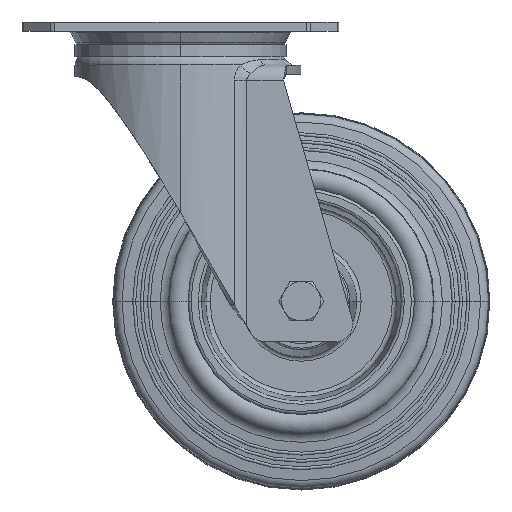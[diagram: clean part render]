
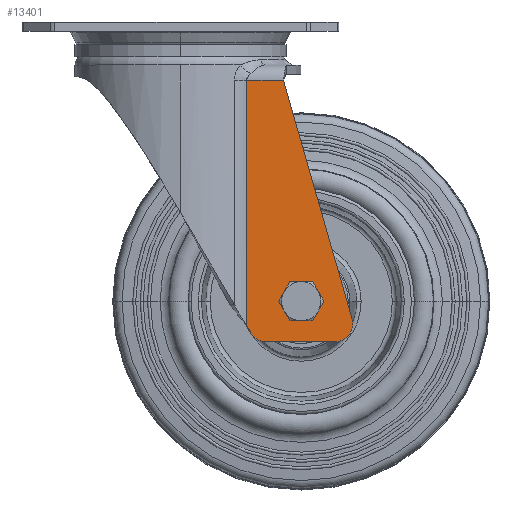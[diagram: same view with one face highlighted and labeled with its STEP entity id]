
A CAD part, top view. The second image highlights one B-rep face of the part: STEP entity #13401.
In plain terms, the highlighted planar face has unit normal (0, 0, 1).
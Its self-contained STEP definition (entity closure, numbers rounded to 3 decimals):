
#228 = VERTEX_POINT ( 'NONE', #1361 ) ;
#654 = VERTEX_POINT ( 'NONE', #5526 ) ;
#1012 = CARTESIAN_POINT ( 'NONE',  ( 51.205, -105.999, 29. ) ) ;
#1174 = LINE ( 'NONE', #12060, #2347 ) ;
#1361 = CARTESIAN_POINT ( 'NONE',  ( 44.1, -92.5, 29. ) ) ;
#1510 = AXIS2_PLACEMENT_3D ( 'NONE', #8159, #2166, #17212 ) ;
#1806 = VECTOR ( 'NONE', #14186, 1000. ) ;
#2160 = DIRECTION ( 'NONE',  ( -1., 0., 0. ) ) ;
#2166 = DIRECTION ( 'NONE',  ( 0., 0., -1. ) ) ;
#2316 = EDGE_CURVE ( 'NONE', #13366, #13900, #7980, .T. ) ;
#2330 = EDGE_CURVE ( 'NONE', #13900, #17443, #11828, .T. ) ;
#2347 = VECTOR ( 'NONE', #17935, 1000. ) ;
#2361 = AXIS2_PLACEMENT_3D ( 'NONE', #5080, #3529, #2160 ) ;
#2461 = AXIS2_PLACEMENT_3D ( 'NONE', #15903, #5379, #19122 ) ;
#2476 = CARTESIAN_POINT ( 'NONE',  ( 21.909, -73.511, 29. ) ) ;
#2538 = B_SPLINE_CURVE_WITH_KNOTS ( 'NONE', 3,
 ( #9754, #2476, #5274, #11651 ),
 .UNSPECIFIED., .F., .F.,
 ( 4, 4 ),
 ( 0., 1. ),
 .UNSPECIFIED. ) ;
#2554 = VERTEX_POINT ( 'NONE', #19313 ) ;
#2569 = CARTESIAN_POINT ( 'NONE',  ( 35.9, -92.5, 29. ) ) ;
#2633 = EDGE_CURVE ( 'NONE', #654, #2554, #12301, .T. ) ;
#2673 = ORIENTED_EDGE ( 'NONE', *, *, #2316, .F. ) ;
#2881 = CARTESIAN_POINT ( 'NONE',  ( 21.909, -100.616, 29. ) ) ;
#3232 = AXIS2_PLACEMENT_3D ( 'NONE', #17132, #12536, #12163 ) ;
#3529 = DIRECTION ( 'NONE',  ( 0., 0., 1. ) ) ;
#4039 = ORIENTED_EDGE ( 'NONE', *, *, #11070, .T. ) ;
#4333 = DIRECTION ( 'NONE',  ( 1., 0., 0. ) ) ;
#4929 = ORIENTED_EDGE ( 'NONE', *, *, #15204, .F. ) ;
#5041 = CARTESIAN_POINT ( 'NONE',  ( 28.5, -106.002, 29. ) ) ;
#5080 = CARTESIAN_POINT ( 'NONE',  ( 40., -92.5, 29. ) ) ;
#5202 = ORIENTED_EDGE ( 'NONE', *, *, #2330, .F. ) ;
#5274 = CARTESIAN_POINT ( 'NONE',  ( 21.909, -46.405, 29. ) ) ;
#5379 = DIRECTION ( 'NONE',  ( 0., 0., -1. ) ) ;
#5526 = CARTESIAN_POINT ( 'NONE',  ( 34.101, -19.3, 29. ) ) ;
#5587 = EDGE_CURVE ( 'NONE', #15766, #16259, #10110, .T. ) ;
#5635 = EDGE_CURVE ( 'NONE', #16259, #12285, #11037, .T. ) ;
#5726 = CARTESIAN_POINT ( 'NONE',  ( 51.032, -106.002, 29. ) ) ;
#6014 = CARTESIAN_POINT ( 'NONE',  ( 22.85, -102.225, 29. ) ) ;
#6182 = CARTESIAN_POINT ( 'NONE',  ( 28.5, -100.002, 29. ) ) ;
#6574 = ORIENTED_EDGE ( 'NONE', *, *, #2633, .T. ) ;
#7357 = PLANE ( 'NONE',  #7850 ) ;
#7439 = CARTESIAN_POINT ( 'NONE',  ( 0., -99.409, 29. ) ) ;
#7769 = DIRECTION ( 'NONE',  ( 0., -1., 0. ) ) ;
#7850 = AXIS2_PLACEMENT_3D ( 'NONE', #7439, #18112, #4333 ) ;
#7980 = CIRCLE ( 'NONE', #13062, 6. ) ;
#8159 = CARTESIAN_POINT ( 'NONE',  ( 51.032, -100.002, 29. ) ) ;
#9754 = CARTESIAN_POINT ( 'NONE',  ( 21.909, -100.616, 29. ) ) ;
#10110 = CIRCLE ( 'NONE', #1510, 6. ) ;
#10127 = FACE_OUTER_BOUND ( 'NONE', #14217, .T. ) ;
#10695 = ORIENTED_EDGE ( 'NONE', *, *, #14062, .F. ) ;
#10887 = EDGE_CURVE ( 'NONE', #17443, #2554, #2538, .T. ) ;
#10896 = VERTEX_POINT ( 'NONE', #2569 ) ;
#11037 = CIRCLE ( 'NONE', #2461, 6. ) ;
#11070 = EDGE_CURVE ( 'NONE', #13366, #12285, #12586, .T. ) ;
#11359 = CARTESIAN_POINT ( 'NONE',  ( 23.32, -103.03, 29. ) ) ;
#11651 = CARTESIAN_POINT ( 'NONE',  ( 21.909, -19.3, 29. ) ) ;
#11712 = CARTESIAN_POINT ( 'NONE',  ( 25.973, -19.3, 29. ) ) ;
#11810 = ORIENTED_EDGE ( 'NONE', *, *, #5587, .F. ) ;
#11828 = B_SPLINE_CURVE_WITH_KNOTS ( 'NONE', 3,
 ( #12070, #6014, #15502, #17010 ),
 .UNSPECIFIED., .F., .F.,
 ( 4, 4 ),
 ( 0., 1. ),
 .UNSPECIFIED. ) ;
#12060 = CARTESIAN_POINT ( 'NONE',  ( 34.101, -19.3, 29. ) ) ;
#12070 = CARTESIAN_POINT ( 'NONE',  ( 23.32, -103.03, 29. ) ) ;
#12163 = DIRECTION ( 'NONE',  ( 1., 0., 0. ) ) ;
#12268 = CARTESIAN_POINT ( 'NONE',  ( 56.799, -98.346, 29. ) ) ;
#12285 = VERTEX_POINT ( 'NONE', #5726 ) ;
#12301 = B_SPLINE_CURVE_WITH_KNOTS ( 'NONE', 3,
 ( #13485, #14885, #11712, #16272 ),
 .UNSPECIFIED., .F., .F.,
 ( 4, 4 ),
 ( 0., 1. ),
 .UNSPECIFIED. ) ;
#12332 = ORIENTED_EDGE ( 'NONE', *, *, #5635, .F. ) ;
#12450 = ORIENTED_EDGE ( 'NONE', *, *, #14248, .F. ) ;
#12536 = DIRECTION ( 'NONE',  ( 0., 0., 1. ) ) ;
#12586 = LINE ( 'NONE', #5041, #1806 ) ;
#13062 = AXIS2_PLACEMENT_3D ( 'NONE', #6182, #16918, #7769 ) ;
#13116 = CIRCLE ( 'NONE', #3232, 4.1 ) ;
#13366 = VERTEX_POINT ( 'NONE', #18997 ) ;
#13401 = ADVANCED_FACE ( 'NONE', ( #16373, #10127 ), #7357, .T. ) ;
#13485 = CARTESIAN_POINT ( 'NONE',  ( 34.101, -19.3, 29. ) ) ;
#13762 = ORIENTED_EDGE ( 'NONE', *, *, #10887, .F. ) ;
#13900 = VERTEX_POINT ( 'NONE', #11359 ) ;
#13970 = EDGE_LOOP ( 'NONE', ( #4929, #10695 ) ) ;
#14062 = EDGE_CURVE ( 'NONE', #228, #10896, #13116, .T. ) ;
#14186 = DIRECTION ( 'NONE',  ( 1., 0., 0. ) ) ;
#14217 = EDGE_LOOP ( 'NONE', ( #5202, #2673, #4039, #12332, #11810, #12450, #6574, #13762 ) ) ;
#14248 = EDGE_CURVE ( 'NONE', #654, #15766, #1174, .T. ) ;
#14885 = CARTESIAN_POINT ( 'NONE',  ( 30.037, -19.3, 29. ) ) ;
#15204 = EDGE_CURVE ( 'NONE', #10896, #228, #16357, .T. ) ;
#15502 = CARTESIAN_POINT ( 'NONE',  ( 22.379, -101.421, 29. ) ) ;
#15766 = VERTEX_POINT ( 'NONE', #12268 ) ;
#15903 = CARTESIAN_POINT ( 'NONE',  ( 51.032, -100.002, 29. ) ) ;
#16259 = VERTEX_POINT ( 'NONE', #1012 ) ;
#16272 = CARTESIAN_POINT ( 'NONE',  ( 21.909, -19.3, 29. ) ) ;
#16357 = CIRCLE ( 'NONE', #2361, 4.1 ) ;
#16373 = FACE_BOUND ( 'NONE', #13970, .T. ) ;
#16918 = DIRECTION ( 'NONE',  ( 0., 0., -1. ) ) ;
#17010 = CARTESIAN_POINT ( 'NONE',  ( 21.909, -100.616, 29. ) ) ;
#17132 = CARTESIAN_POINT ( 'NONE',  ( 40., -92.5, 29. ) ) ;
#17212 = DIRECTION ( 'NONE',  ( 0.029, -1., 0. ) ) ;
#17443 = VERTEX_POINT ( 'NONE', #2881 ) ;
#17935 = DIRECTION ( 'NONE',  ( 0.276, -0.961, 0. ) ) ;
#18112 = DIRECTION ( 'NONE',  ( 0., 0., 1. ) ) ;
#18997 = CARTESIAN_POINT ( 'NONE',  ( 28.5, -106.002, 29. ) ) ;
#19122 = DIRECTION ( 'NONE',  ( 0.029, -1., 0. ) ) ;
#19313 = CARTESIAN_POINT ( 'NONE',  ( 21.909, -19.3, 29. ) ) ;
